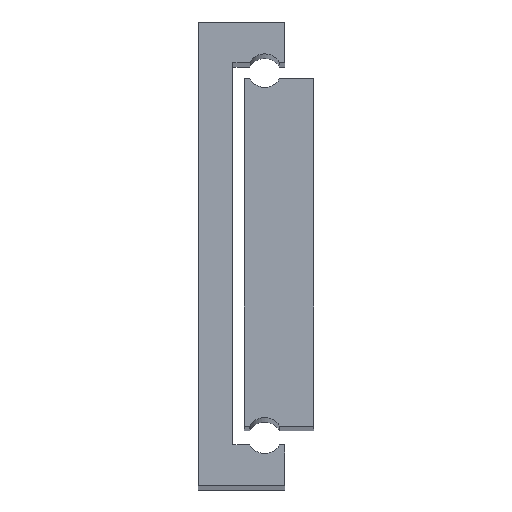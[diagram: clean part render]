
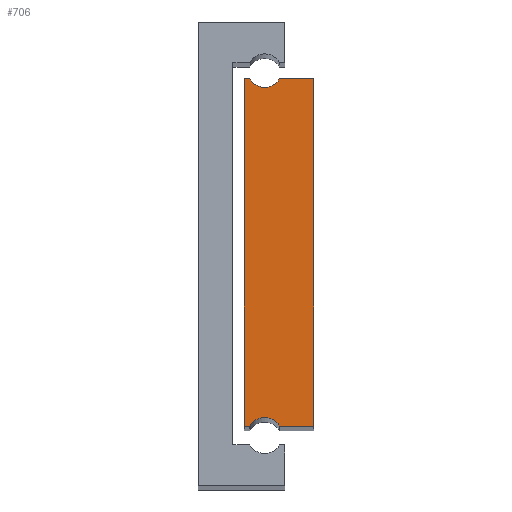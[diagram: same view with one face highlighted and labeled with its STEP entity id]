
A CAD part, top view. The second image highlights one B-rep face of the part: STEP entity #706.
In plain terms, the highlighted planar face has unit normal (0, 0, 1).
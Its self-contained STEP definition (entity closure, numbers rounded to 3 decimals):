
#35 = CARTESIAN_POINT ( 'NONE',  ( -0.571, 17.424, 225. ) ) ;
#52 = PLANE ( 'NONE',  #2107 ) ;
#80 = DIRECTION ( 'NONE',  ( -1., 0., 0. ) ) ;
#262 = ORIENTED_EDGE ( 'NONE', *, *, #2562, .T. ) ;
#296 = CARTESIAN_POINT ( 'NONE',  ( -0.571, 17.424, 225. ) ) ;
#300 = CARTESIAN_POINT ( 'NONE',  ( -3.169, 78.924, 225. ) ) ;
#346 = CARTESIAN_POINT ( 'NONE',  ( 2.027, 18.924, 225. ) ) ;
#391 = VERTEX_POINT ( 'NONE', #346 ) ;
#430 = LINE ( 'NONE', #456, #2075 ) ;
#456 = CARTESIAN_POINT ( 'NONE',  ( 7.929, 78.924, 225. ) ) ;
#466 = DIRECTION ( 'NONE',  ( 0., 0., -1. ) ) ;
#542 = DIRECTION ( 'NONE',  ( 1., 0., 0. ) ) ;
#674 = DIRECTION ( 'NONE',  ( 1., 0., 0. ) ) ;
#680 = VECTOR ( 'NONE', #2680, 1000. ) ;
#706 = ADVANCED_FACE ( 'NONE', ( #2421 ), #52, .F. ) ;
#756 = LINE ( 'NONE', #2526, #1053 ) ;
#763 = VERTEX_POINT ( 'NONE', #300 ) ;
#852 = CARTESIAN_POINT ( 'NONE',  ( -4.071, 78.924, 225. ) ) ;
#853 = VERTEX_POINT ( 'NONE', #2344 ) ;
#908 = VECTOR ( 'NONE', #2342, 1000. ) ;
#909 = ORIENTED_EDGE ( 'NONE', *, *, #2284, .T. ) ;
#957 = AXIS2_PLACEMENT_3D ( 'NONE', #296, #1989, #1540 ) ;
#964 = LINE ( 'NONE', #1886, #908 ) ;
#987 = EDGE_LOOP ( 'NONE', ( #2289, #1865, #2521, #2499, #262, #1242, #909, #1432 ) ) ;
#1053 = VECTOR ( 'NONE', #542, 1000. ) ;
#1095 = EDGE_CURVE ( 'NONE', #1212, #391, #2483, .T. ) ;
#1115 = CARTESIAN_POINT ( 'NONE',  ( -4.071, 78.924, 225. ) ) ;
#1186 = VERTEX_POINT ( 'NONE', #1115 ) ;
#1212 = VERTEX_POINT ( 'NONE', #1747 ) ;
#1215 = VERTEX_POINT ( 'NONE', #2640 ) ;
#1242 = ORIENTED_EDGE ( 'NONE', *, *, #2548, .T. ) ;
#1301 = EDGE_CURVE ( 'NONE', #763, #1186, #964, .T. ) ;
#1325 = EDGE_CURVE ( 'NONE', #391, #1215, #756, .T. ) ;
#1388 = VECTOR ( 'NONE', #674, 1000. ) ;
#1432 = ORIENTED_EDGE ( 'NONE', *, *, #1301, .T. ) ;
#1531 = VERTEX_POINT ( 'NONE', #1973 ) ;
#1540 = DIRECTION ( 'NONE',  ( -1., 0., 0. ) ) ;
#1545 = LINE ( 'NONE', #852, #1923 ) ;
#1624 = CARTESIAN_POINT ( 'NONE',  ( -0.571, 80.424, 225. ) ) ;
#1747 = CARTESIAN_POINT ( 'NONE',  ( -3.169, 18.924, 225. ) ) ;
#1773 = CARTESIAN_POINT ( 'NONE',  ( -4.071, 18.924, 225. ) ) ;
#1865 = ORIENTED_EDGE ( 'NONE', *, *, #2263, .T. ) ;
#1886 = CARTESIAN_POINT ( 'NONE',  ( -3.169, 78.924, 225. ) ) ;
#1923 = VECTOR ( 'NONE', #1979, 1000. ) ;
#1973 = CARTESIAN_POINT ( 'NONE',  ( 7.929, 78.924, 225. ) ) ;
#1977 = EDGE_CURVE ( 'NONE', #1186, #2050, #1545, .T. ) ;
#1979 = DIRECTION ( 'NONE',  ( 0., -1., 0. ) ) ;
#1989 = DIRECTION ( 'NONE',  ( 0., 0., -1. ) ) ;
#2050 = VERTEX_POINT ( 'NONE', #2459 ) ;
#2075 = VECTOR ( 'NONE', #2817, 1000. ) ;
#2107 = AXIS2_PLACEMENT_3D ( 'NONE', #35, #466, #80 ) ;
#2227 = LINE ( 'NONE', #1773, #1388 ) ;
#2263 = EDGE_CURVE ( 'NONE', #2050, #1212, #2227, .T. ) ;
#2284 = EDGE_CURVE ( 'NONE', #853, #763, #2445, .T. ) ;
#2289 = ORIENTED_EDGE ( 'NONE', *, *, #1977, .T. ) ;
#2342 = DIRECTION ( 'NONE',  ( -1., 0., 0. ) ) ;
#2344 = CARTESIAN_POINT ( 'NONE',  ( 2.027, 78.924, 225. ) ) ;
#2363 = AXIS2_PLACEMENT_3D ( 'NONE', #1624, #2715, #2685 ) ;
#2421 = FACE_OUTER_BOUND ( 'NONE', #987, .T. ) ;
#2445 = CIRCLE ( 'NONE', #2363, 3. ) ;
#2451 = CARTESIAN_POINT ( 'NONE',  ( 7.929, 18.924, 225. ) ) ;
#2459 = CARTESIAN_POINT ( 'NONE',  ( -4.071, 18.924, 225. ) ) ;
#2483 = CIRCLE ( 'NONE', #957, 3. ) ;
#2499 = ORIENTED_EDGE ( 'NONE', *, *, #1325, .T. ) ;
#2521 = ORIENTED_EDGE ( 'NONE', *, *, #1095, .T. ) ;
#2526 = CARTESIAN_POINT ( 'NONE',  ( 2.027, 18.924, 225. ) ) ;
#2548 = EDGE_CURVE ( 'NONE', #1531, #853, #430, .T. ) ;
#2562 = EDGE_CURVE ( 'NONE', #1215, #1531, #2660, .T. ) ;
#2640 = CARTESIAN_POINT ( 'NONE',  ( 7.929, 18.924, 225. ) ) ;
#2660 = LINE ( 'NONE', #2451, #680 ) ;
#2680 = DIRECTION ( 'NONE',  ( 0., 1., 0. ) ) ;
#2685 = DIRECTION ( 'NONE',  ( 1., 0., 0. ) ) ;
#2715 = DIRECTION ( 'NONE',  ( 0., 0., -1. ) ) ;
#2817 = DIRECTION ( 'NONE',  ( -1., 0., 0. ) ) ;
